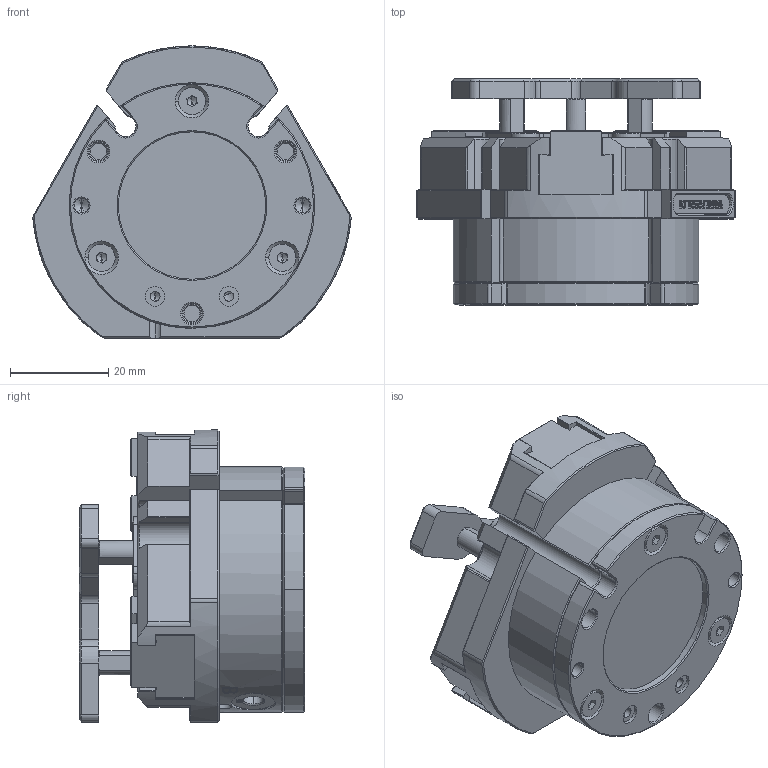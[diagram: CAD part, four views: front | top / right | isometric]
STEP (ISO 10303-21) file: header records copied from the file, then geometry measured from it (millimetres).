
FILE_DESCRIPTION (( 'STEP AP203' ), '1' );
FILE_NAME ('FY-JGZ Plus-50-1軞傖.STEP', '2023-04-10T01:35:11', ( 'User' ), ( 'Microsoft' ), 'SwSTEP 2.0', 'SolidWorks 2015', '' );
FILE_SCHEMA (( 'CONFIG_CONTROL_DESIGN' ));
Length unit declared in the file: millimetre
Products named in the file (12): FY-JGZ Plus-50-1芢蹋裝; FY-JGZ Plus-50-1芢蹋啣; FY-JGZ Plus-50-1賑輸; cross recessed countersunk head screws gb2_GB_CROSS_SCREWS_TYPE10 M2X5-3.8-H1-N; cross recessed countersunk head screws gb2_GB_CROSS_SCREWS_TYPE10 M3X8-6.35-H1-N; FY-JGZ Plus-50-1綴裔; FY-JGZ Plus-50-1褲极; hexagon socket countersunk head screws gb_GB_FASTENER_SCREWS_HSCHS M3X10-N; FY-JGZ Plus-50-1; 2.0; FY-JGZ Plus-50-1前盖; FY-JGZ Plus-50-1軞傖
Assembly tree (25 placements, depth 2):
  FY-JGZ Plus-50-1軞傖
    FY-JGZ Plus-50-1褲极
    FY-JGZ Plus-50-1  x2
    FY-JGZ Plus-50-1前盖
    FY-JGZ Plus-50-1芢蹋裝  x3
    FY-JGZ Plus-50-1芢蹋啣
    FY-JGZ Plus-50-1賑輸  x3
    cross recessed countersunk head screws gb2_GB_CROSS_SCREWS_TYPE10 M2X5-3.8-H1-N  x6
    cross recessed countersunk head screws gb2_GB_CROSS_SCREWS_TYPE10 M3X8-6.35-H1-N  x3
    FY-JGZ Plus-50-1綴裔
    hexagon socket countersunk head screws gb_GB_FASTENER_SCREWS_HSCHS M3X10-N  x3
    2.0
Bounding box: 64.79 x 46 x 59.5 mm (x, y, z)
Volume: 75804.5 mm3; surface area: 32958.4 mm2
Topology: 25 solids, 25 shells, 2619 faces, 6811 edges, 4379 vertices
Faces by surface type: plane 1344, bspline 576, cylinder 361, cone 330, torus 6, sphere 2
Entity records: 83911 total; most frequent: CARTESIAN_POINT 38248, ORIENTED_EDGE 9936, DIRECTION 7572, EDGE_CURVE 4968, VERTEX_POINT 3222, LINE 3106, VECTOR 3106, AXIS2_PLACEMENT_3D 2233
